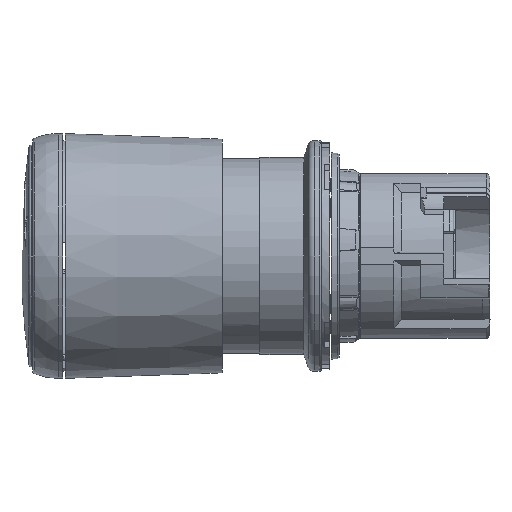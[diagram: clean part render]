
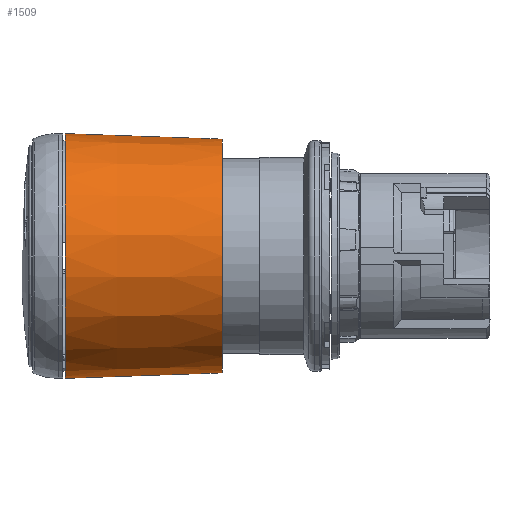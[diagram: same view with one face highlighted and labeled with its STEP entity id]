
A CAD part, left-side view. The second image highlights one B-rep face of the part: STEP entity #1509.
In plain terms, the highlighted conical face has half-angle 2 degrees and reference radius 15.9 mm.
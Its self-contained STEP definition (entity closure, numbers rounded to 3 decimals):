
#75=FACE_BOUND('',#2197,.T.);
#76=FACE_BOUND('',#2198,.T.);
#1509=ADVANCED_FACE('',(#75,#76),#1767,.T.);
#1767=CONICAL_SURFACE('',#6755,15.9,2.);
#2197=EDGE_LOOP('',(#3306));
#2198=EDGE_LOOP('',(#3307));
#2563=CIRCLE('',#6722,15.89);
#2590=CIRCLE('',#6754,15.177);
#3306=ORIENTED_EDGE('',*,*,#5742,.T.);
#3307=ORIENTED_EDGE('',*,*,#5681,.T.);
#4870=VERTEX_POINT('',#10051);
#4927=VERTEX_POINT('',#10197);
#5681=EDGE_CURVE('',#4870,#4870,#2563,.T.);
#5742=EDGE_CURVE('',#4927,#4927,#2590,.T.);
#6722=AXIS2_PLACEMENT_3D('',#10050,#7722,#7723);
#6754=AXIS2_PLACEMENT_3D('',#10196,#7816,#7817);
#6755=AXIS2_PLACEMENT_3D('',#10198,#7818,#7819);
#7722=DIRECTION('',(0.,-1.,0.));
#7723=DIRECTION('',(0.,0.,-1.));
#7816=DIRECTION('',(0.,1.,0.));
#7817=DIRECTION('',(0.,0.,-1.));
#7818=DIRECTION('',(0.,1.,0.));
#7819=DIRECTION('',(0.,0.,1.));
#10050=CARTESIAN_POINT('',(0.,54.9,0.));
#10051=CARTESIAN_POINT('',(0.,54.9,15.89));
#10196=CARTESIAN_POINT('',(0.,34.5,0.));
#10197=CARTESIAN_POINT('',(0.,34.5,15.177));
#10198=CARTESIAN_POINT('',(0.,55.2,0.));
